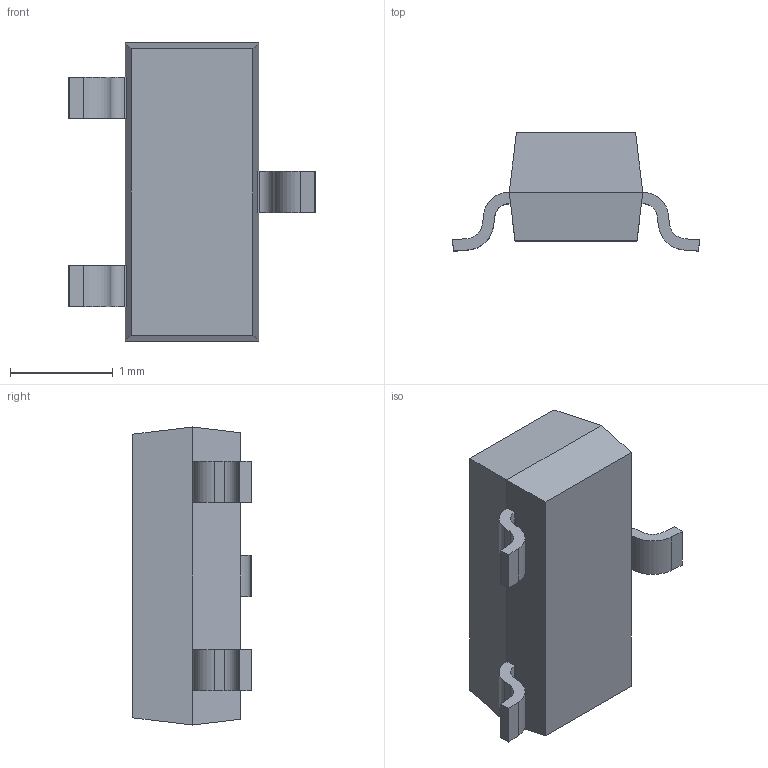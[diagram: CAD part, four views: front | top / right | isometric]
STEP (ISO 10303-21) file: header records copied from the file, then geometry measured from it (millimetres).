
FILE_DESCRIPTION (( 'STEP AP214' ), '1' );
FILE_NAME ('ZXMN3B14FTA.STEP', '2025-01-11T17:33:31', ( '' ), ( '' ), 'SwSTEP 2.0', 'SolidWorks 2016', '' );
FILE_SCHEMA (( 'AUTOMOTIVE_DESIGN' ));
Length unit declared in the file: millimetre
Products named in the file (1): ZXMN3B14FTA
Bounding box: 2.4 x 1.15 x 2.9 mm (x, y, z)
Volume: 3.8 mm3; surface area: 17.9 mm2
Topology: 4 solids, 4 shells, 52 faces, 128 edges, 84 vertices
Faces by surface type: plane 40, cylinder 12
Entity records: 1585 total; most frequent: CARTESIAN_POINT 265, DIRECTION 258, ORIENTED_EDGE 256, EDGE_CURVE 128, VECTOR 104, LINE 104, VERTEX_POINT 84, AXIS2_PLACEMENT_3D 77
